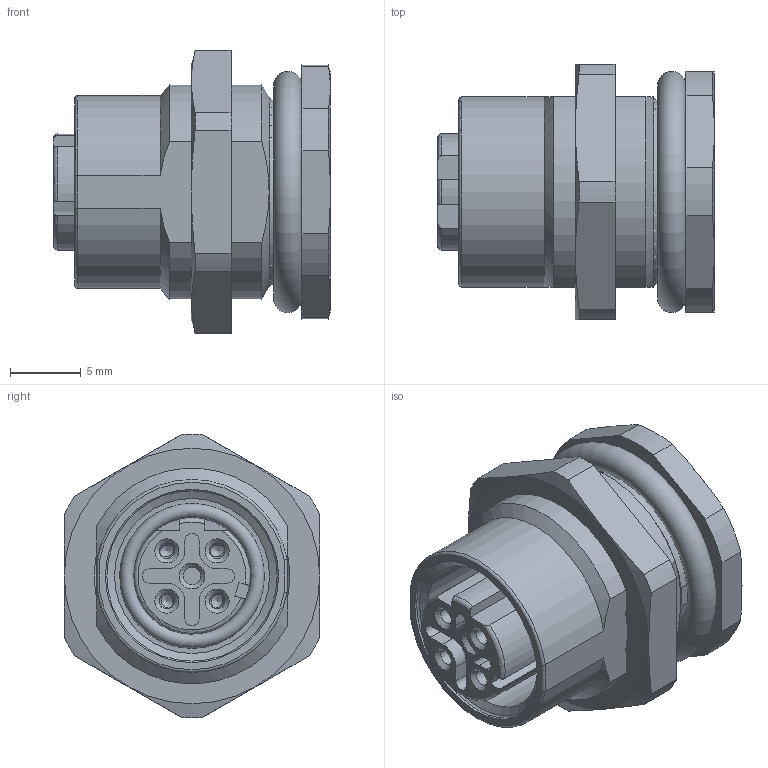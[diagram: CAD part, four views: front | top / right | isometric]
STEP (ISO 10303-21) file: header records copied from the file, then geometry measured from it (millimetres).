
FILE_DESCRIPTION(/* description */ (''),/* implementation_level */ '2;1');
FILE_NAME(/* name */ '09-3732-87-04_bg.stp',/* time_stamp */ '2008-08-26T11:10:37+02:00',/* author */ (''),/* organization */ (''),/* preprocessor_version */ 'ST-DEVELOPER v11',/* originating_system */ 'UGS - NX 5.0',/* authorisation */ '');
FILE_SCHEMA (('CONFIG_CONTROL_DESIGN'));
Length unit declared in the file: millimetre
Products named in the file (1): kborEE1C7acf
Bounding box: 19.5 x 18 x 19.99 mm (x, y, z)
Volume: 2676.7 mm3; surface area: 3185.7 mm2
Topology: 2 solids, 2 shells, 240 faces, 619 edges, 402 vertices
Faces by surface type: plane 111, cylinder 65, cone 37, torus 11, extrusion 8, bspline 8
Full cylindrical faces by diameter (mm): 0.95 x4, 1.1 x4, 1.2 x1, 1.7 x4, 2 x4, 7.5 x1, 10.917 x1, 11 x1, 12.2 x1, 13.8 x1
Entity records: 7416 total; most frequent: CARTESIAN_POINT 1907, DIRECTION 1132, ORIENTED_EDGE 1058, EDGE_CURVE 529, AXIS2_PLACEMENT_3D 462, VERTEX_POINT 371, EDGE_LOOP 312, ADVANCED_FACE 240
